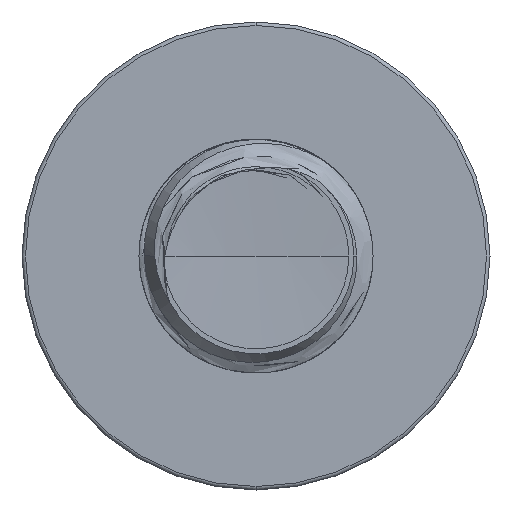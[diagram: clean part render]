
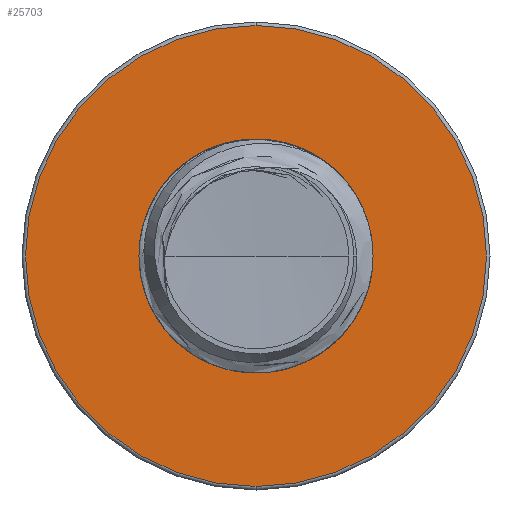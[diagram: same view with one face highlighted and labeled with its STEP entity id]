
A CAD part, front view. The second image highlights one B-rep face of the part: STEP entity #25703.
In plain terms, the highlighted planar face has unit normal (0, -1, 0).
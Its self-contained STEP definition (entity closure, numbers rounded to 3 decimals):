
#47 = ORIENTED_EDGE ( 'NONE', *, *, #14230, .T. ) ;
#65 = CARTESIAN_POINT ( 'NONE',  ( 0., 4., 1.576 ) ) ;
#580 = DIRECTION ( 'NONE',  ( 0., -1., 0. ) ) ;
#1982 = EDGE_LOOP ( 'NONE', ( #24451, #23180 ) ) ;
#2420 = VERTEX_POINT ( 'NONE', #65 ) ;
#3461 = FACE_OUTER_BOUND ( 'NONE', #8882, .T. ) ;
#3627 = ORIENTED_EDGE ( 'NONE', *, *, #21008, .T. ) ;
#3921 = CIRCLE ( 'NONE', #16511, 0.786 ) ;
#4026 = VERTEX_POINT ( 'NONE', #22635 ) ;
#5682 = VERTEX_POINT ( 'NONE', #7034 ) ;
#6157 = VERTEX_POINT ( 'NONE', #16953 ) ;
#7014 = DIRECTION ( 'NONE',  ( 0., -1., 0. ) ) ;
#7034 = CARTESIAN_POINT ( 'NONE',  ( 0., 4., -0.786 ) ) ;
#7990 = DIRECTION ( 'NONE',  ( 0., -1., 0. ) ) ;
#8882 = EDGE_LOOP ( 'NONE', ( #3627, #47 ) ) ;
#9057 = EDGE_CURVE ( 'NONE', #5682, #6157, #3921, .T. ) ;
#9341 = AXIS2_PLACEMENT_3D ( 'NONE', #10045, #24226, #12139 ) ;
#9589 = CARTESIAN_POINT ( 'NONE',  ( 0., 4., 0. ) ) ;
#9808 = CIRCLE ( 'NONE', #20125, 0.786 ) ;
#10045 = CARTESIAN_POINT ( 'NONE',  ( 0., 4., 0. ) ) ;
#10075 = CIRCLE ( 'NONE', #9341, 1.576 ) ;
#10952 = AXIS2_PLACEMENT_3D ( 'NONE', #11113, #7014, #21261 ) ;
#11113 = CARTESIAN_POINT ( 'NONE',  ( 0., 4., 0.786 ) ) ;
#11693 = DIRECTION ( 'NONE',  ( 0., 0., -1. ) ) ;
#11786 = CIRCLE ( 'NONE', #21948, 1.576 ) ;
#12139 = DIRECTION ( 'NONE',  ( 0., 0., -1. ) ) ;
#13142 = CARTESIAN_POINT ( 'NONE',  ( 0., 4., 0. ) ) ;
#14230 = EDGE_CURVE ( 'NONE', #2420, #4026, #11786, .T. ) ;
#14955 = EDGE_CURVE ( 'NONE', #6157, #5682, #9808, .T. ) ;
#15180 = DIRECTION ( 'NONE',  ( 0., 0., -1. ) ) ;
#16511 = AXIS2_PLACEMENT_3D ( 'NONE', #9589, #23792, #11693 ) ;
#16953 = CARTESIAN_POINT ( 'NONE',  ( 0., 4., 0.786 ) ) ;
#20125 = AXIS2_PLACEMENT_3D ( 'NONE', #20190, #7990, #22203 ) ;
#20190 = CARTESIAN_POINT ( 'NONE',  ( 0., 4., 0. ) ) ;
#21008 = EDGE_CURVE ( 'NONE', #4026, #2420, #10075, .T. ) ;
#21261 = DIRECTION ( 'NONE',  ( 0., 0., -1. ) ) ;
#21948 = AXIS2_PLACEMENT_3D ( 'NONE', #13142, #580, #15180 ) ;
#22203 = DIRECTION ( 'NONE',  ( 0., 0., -1. ) ) ;
#22635 = CARTESIAN_POINT ( 'NONE',  ( 0., 4., -1.576 ) ) ;
#23180 = ORIENTED_EDGE ( 'NONE', *, *, #14955, .F. ) ;
#23792 = DIRECTION ( 'NONE',  ( 0., -1., 0. ) ) ;
#23992 = FACE_BOUND ( 'NONE', #1982, .T. ) ;
#24226 = DIRECTION ( 'NONE',  ( 0., -1., 0. ) ) ;
#24451 = ORIENTED_EDGE ( 'NONE', *, *, #9057, .F. ) ;
#25238 = PLANE ( 'NONE',  #10952 ) ;
#25703 = ADVANCED_FACE ( 'NONE', ( #3461, #23992 ), #25238, .T. ) ;
